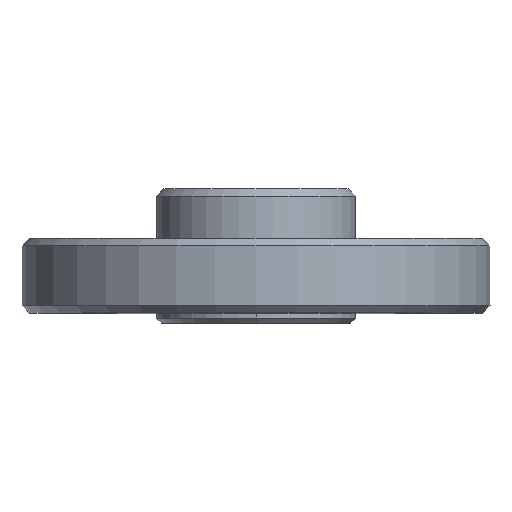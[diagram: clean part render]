
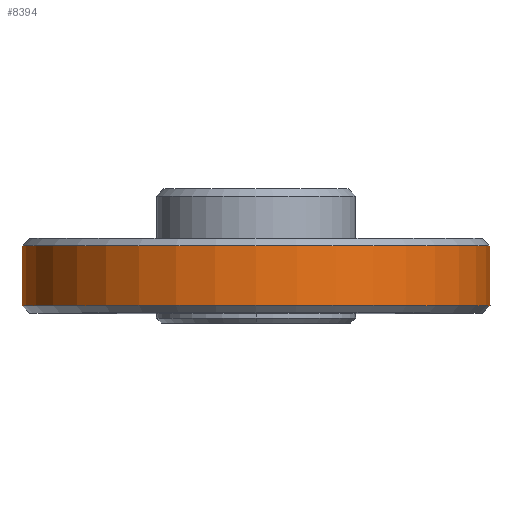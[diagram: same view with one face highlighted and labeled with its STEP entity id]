
A CAD part, top view. The second image highlights one B-rep face of the part: STEP entity #8394.
In plain terms, the highlighted cylindrical face has radius 9.4 mm (diameter 18.8 mm), a partial arc.
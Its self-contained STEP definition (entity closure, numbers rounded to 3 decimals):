
#109=CARTESIAN_POINT('',(0.,2.7,
0.));
#110=DIRECTION('',(0.,-1.,0.));
#111=DIRECTION('',(1.,0.,0.));
#112=AXIS2_PLACEMENT_3D('',#109,#110,#111);
#114=CARTESIAN_POINT('',(0.,2.7,
0.));
#115=DIRECTION('',(0.,-1.,0.));
#116=DIRECTION('',(0.,0.,1.));
#117=AXIS2_PLACEMENT_3D('',#114,#115,#116);
#137=DIRECTION('',(0.,1.,0.));
#138=VECTOR('',#137,2.4);
#139=CARTESIAN_POINT('',(9.4,0.3,
0.));
#140=LINE('',#139,#138);
#333=CARTESIAN_POINT('',(0.,0.3,0.));
#334=DIRECTION('',(0.,1.,0.));
#335=DIRECTION('',(-1.,0.,0.));
#336=AXIS2_PLACEMENT_3D('',#333,#334,#335);
#338=CARTESIAN_POINT('',(0.,0.3,0.));
#339=DIRECTION('',(0.,1.,0.));
#340=DIRECTION('',(0.,0.,1.));
#341=AXIS2_PLACEMENT_3D('',#338,#339,#340);
#347=DIRECTION('',(0.,1.,0.));
#348=VECTOR('',#347,2.4);
#349=CARTESIAN_POINT('',(-9.4,0.3,
0.));
#350=LINE('',#349,#348);
#7803=CARTESIAN_POINT('',(9.4,0.3,
0.));
#7804=VERTEX_POINT('',#7803);
#7806=CARTESIAN_POINT('',(-9.4,0.3,
0.));
#7808=VERTEX_POINT('',#7806);
#7809=CARTESIAN_POINT('',(0.,0.3,9.4));
#7810=VERTEX_POINT('',#7809);
#7811=CARTESIAN_POINT('',(-9.4,2.7,
0.));
#7812=VERTEX_POINT('',#7811);
#7813=CARTESIAN_POINT('',(0.,2.7,
9.4));
#7814=VERTEX_POINT('',#7813);
#7815=CARTESIAN_POINT('',(9.4,2.7,0.));
#7816=VERTEX_POINT('',#7815);
#8381=CARTESIAN_POINT('',(0.,0.,0.));
#8382=DIRECTION('',(0.,-1.,0.));
#8383=DIRECTION('',(1.,0.,0.));
#8384=AXIS2_PLACEMENT_3D('',#8381,#8382,#8383);
#8385=CYLINDRICAL_SURFACE('',#8384,9.4);
#8386=ORIENTED_EDGE('',*,*,#8375,.F.);
#8387=ORIENTED_EDGE('',*,*,#8373,.F.);
#8388=ORIENTED_EDGE('',*,*,#8290,.T.);
#8389=ORIENTED_EDGE('',*,*,#8254,.F.);
#8390=ORIENTED_EDGE('',*,*,#8252,.F.);
#8391=ORIENTED_EDGE('',*,*,#8286,.F.);
#8392=EDGE_LOOP('',(#8386,#8387,#8388,#8389,#8390,#8391));
#8393=FACE_OUTER_BOUND('',#8392,.F.);
#113=CIRCLE('',#112,9.4);
#118=CIRCLE('',#117,9.4);
#337=CIRCLE('',#336,9.4);
#342=CIRCLE('',#341,9.4);
#8252=EDGE_CURVE('',#7816,#7814,#113,.T.);
#8254=EDGE_CURVE('',#7814,#7812,#118,.T.);
#8286=EDGE_CURVE('',#7804,#7816,#140,.T.);
#8290=EDGE_CURVE('',#7808,#7812,#350,.T.);
#8373=EDGE_CURVE('',#7808,#7810,#337,.T.);
#8375=EDGE_CURVE('',#7810,#7804,#342,.T.);
#8394=ADVANCED_FACE('',(#8393),#8385,.T.);
